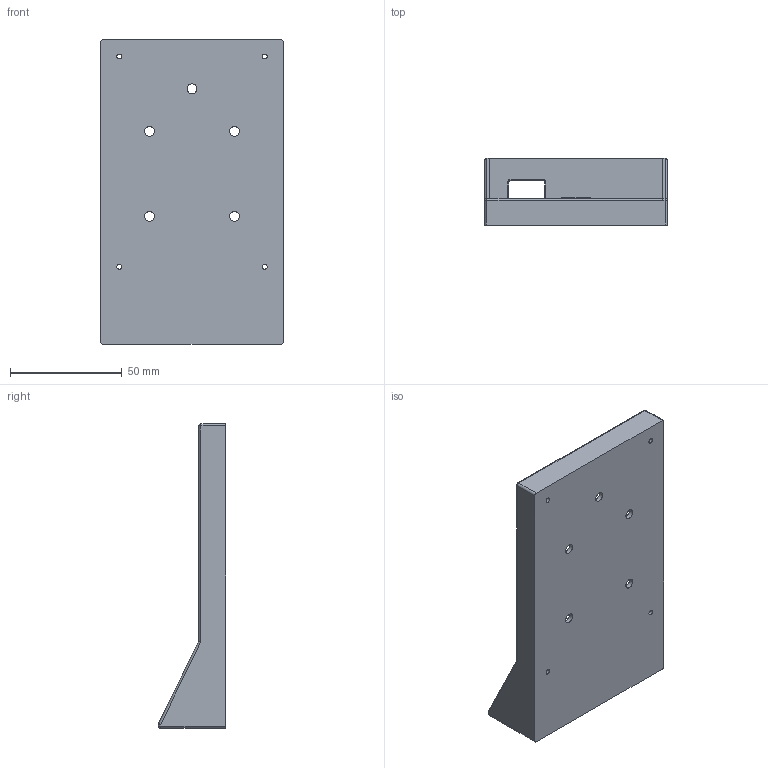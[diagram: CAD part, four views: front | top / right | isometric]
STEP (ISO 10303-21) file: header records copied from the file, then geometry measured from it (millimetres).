
FILE_DESCRIPTION(/* description */ (''),/* implementation_level */ '2;1');
FILE_NAME(/* name */ 'nowpad_case_rev3.step',/* time_stamp */ '2022-01-07T22:06:12+09:00',/* author */ (''),/* organization */ (''),/* preprocessor_version */ 'ST-DEVELOPER v18.1',/* originating_system */ 'Autodesk Translation Framework v10.10.0.1391',/* authorisation */ '');
FILE_SCHEMA (('AUTOMOTIVE_DESIGN { 1 0 10303 214 3 1 1 }'));
Length unit declared in the file: millimetre
Products named in the file (1): nowpad_case_rev2
Bounding box: 81.6 x 30 x 136.09 mm (x, y, z)
Volume: 34086 mm3; surface area: 35218.4 mm2
Topology: 1 solids, 1 shells, 89 faces, 209 edges, 122 vertices
Faces by surface type: cylinder 46, plane 23, torus 16, sphere 4
Full cylindrical faces by diameter (mm): 2.2 x4, 4.4 x5
Entity records: 2607 total; most frequent: DIRECTION 492, CARTESIAN_POINT 421, ORIENTED_EDGE 418, EDGE_CURVE 209, AXIS2_PLACEMENT_3D 193, VERTEX_POINT 122, EDGE_LOOP 111, LINE 106
